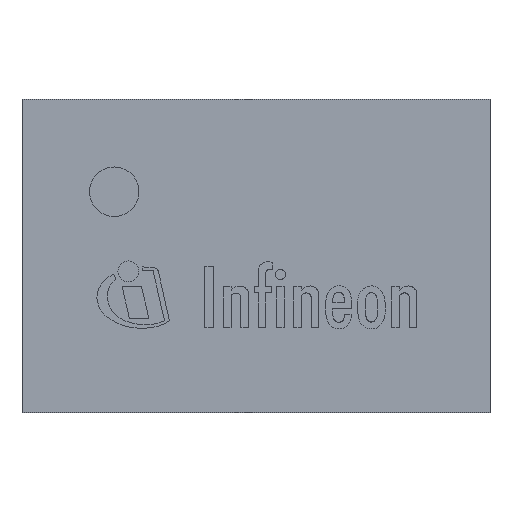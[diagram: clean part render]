
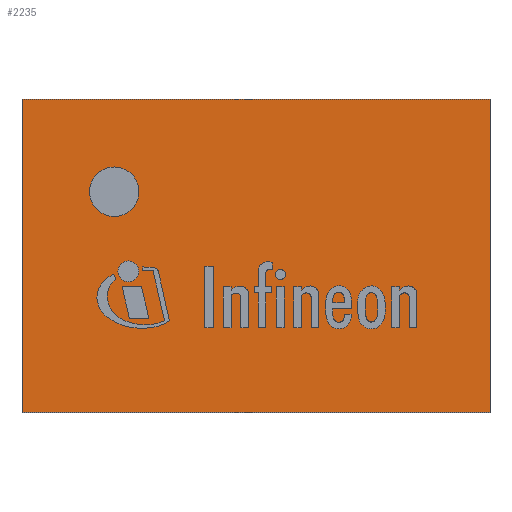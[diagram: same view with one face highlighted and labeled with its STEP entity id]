
A CAD part, top view. The second image highlights one B-rep face of the part: STEP entity #2235.
In plain terms, the highlighted planar face has unit normal (0, 0, 1).
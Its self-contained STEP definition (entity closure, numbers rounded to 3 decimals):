
#187=FACE_BOUND('',#440,.T.);
#193=CIRCLE('',#2407,0.075);
#287=FACE_OUTER_BOUND('',#439,.T.);
#439=EDGE_LOOP('',(#1519,#1520,#1521,#1522));
#440=EDGE_LOOP('',(#1523));
#604=LINE('',#3091,#765);
#607=LINE('',#3097,#768);
#610=LINE('',#3103,#771);
#613=LINE('',#3107,#774);
#765=VECTOR('',#2612,1.);
#768=VECTOR('',#2617,1.);
#771=VECTOR('',#2622,1.);
#774=VECTOR('',#2627,1.);
#916=VERTEX_POINT('',#3080);
#919=VERTEX_POINT('',#3088);
#920=VERTEX_POINT('',#3090);
#922=VERTEX_POINT('',#3096);
#924=VERTEX_POINT('',#3102);
#1147=EDGE_CURVE('',#916,#916,#193,.T.);
#1150=EDGE_CURVE('',#920,#919,#604,.T.);
#1153=EDGE_CURVE('',#922,#920,#607,.T.);
#1156=EDGE_CURVE('',#924,#922,#610,.T.);
#1159=EDGE_CURVE('',#919,#924,#613,.T.);
#1519=ORIENTED_EDGE('',*,*,#1159,.T.);
#1520=ORIENTED_EDGE('',*,*,#1156,.T.);
#1521=ORIENTED_EDGE('',*,*,#1153,.T.);
#1522=ORIENTED_EDGE('',*,*,#1150,.T.);
#1523=ORIENTED_EDGE('',*,*,#1147,.T.);
#2114=PLANE('',#2414);
#2235=ADVANCED_FACE('',(#287,#187),#2114,.T.);
#2407=AXIS2_PLACEMENT_3D('',#3082,#2604,#2605);
#2414=AXIS2_PLACEMENT_3D('',#3109,#2630,#2631);
#2604=DIRECTION('center_axis',(0.,0.,-1.));
#2605=DIRECTION('ref_axis',(0.,1.,0.));
#2612=DIRECTION('',(1.,0.,0.));
#2617=DIRECTION('',(0.,-1.,0.));
#2622=DIRECTION('',(-1.,0.,0.));
#2627=DIRECTION('',(0.,1.,0.));
#2630=DIRECTION('center_axis',(0.,0.,1.));
#2631=DIRECTION('ref_axis',(0.,-1.,0.));
#3080=CARTESIAN_POINT('',(-0.43,0.12,0.415));
#3082=CARTESIAN_POINT('Origin',(-0.43,0.195,0.415));
#3088=CARTESIAN_POINT('',(0.71,-0.475,0.415));
#3090=CARTESIAN_POINT('',(-0.71,-0.475,0.415));
#3091=CARTESIAN_POINT('',(0.71,-0.475,0.415));
#3096=CARTESIAN_POINT('',(-0.71,0.475,0.415));
#3097=CARTESIAN_POINT('',(-0.71,-0.475,0.415));
#3102=CARTESIAN_POINT('',(0.71,0.475,0.415));
#3103=CARTESIAN_POINT('',(-0.71,0.475,0.415));
#3107=CARTESIAN_POINT('',(0.71,0.475,0.415));
#3109=CARTESIAN_POINT('Origin',(0.,0.,
0.415));
